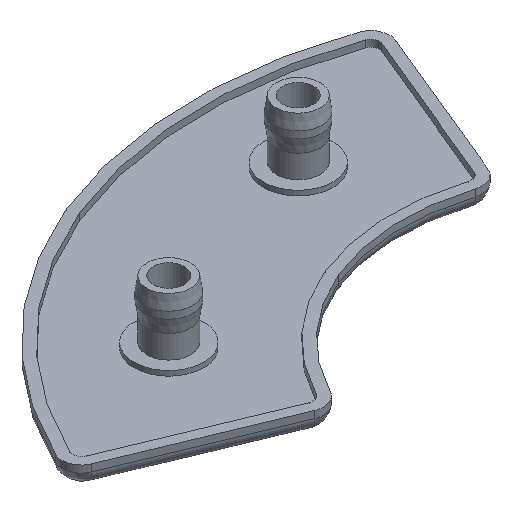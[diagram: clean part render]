
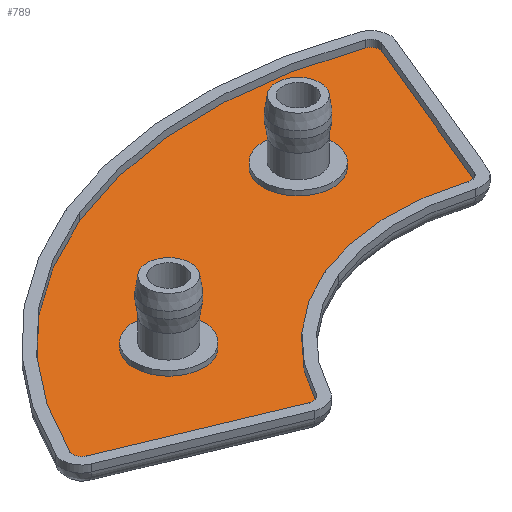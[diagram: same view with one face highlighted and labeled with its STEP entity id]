
A CAD part, isometric view. The second image highlights one B-rep face of the part: STEP entity #789.
In plain terms, the highlighted planar face has unit normal (0, 0, 1).
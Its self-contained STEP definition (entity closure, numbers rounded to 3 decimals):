
#616=CARTESIAN_POINT('',(-52.832,-19.986,-1.0));
#617=VERTEX_POINT('',#616);
#618=CARTESIAN_POINT('',(-52.18,-21.674,-1.0));
#619=VERTEX_POINT('',#618);
#620=CARTESIAN_POINT('',(-51.702,-20.519,-1.0));
#621=DIRECTION('',(0.0,0.0,1.0));
#622=DIRECTION('',(-0.933,-0.36,0.0));
#623=AXIS2_PLACEMENT_3D('',#620,#621,#622);
#624=CIRCLE('',#623,1.25);
#625=EDGE_CURVE('',#617,#619,#624,.T.);
#649=CARTESIAN_POINT('',(-22.356,9.06,-1.0));
#650=VERTEX_POINT('',#649);
#651=CARTESIAN_POINT('',(0.063,-44.974,-1.0));
#652=DIRECTION('',(0.0,0.0,-1.0));
#653=DIRECTION('',(-0.914,0.407,0.0));
#654=AXIS2_PLACEMENT_3D('',#651,#652,#653);
#655=CIRCLE('',#654,58.5);
#656=EDGE_CURVE('',#617,#650,#655,.T.);
#673=CARTESIAN_POINT('',(-29.498,-31.07,-1.0));
#674=VERTEX_POINT('',#673);
#675=CARTESIAN_POINT('',(-27.91,-30.489,-1.0));
#676=VERTEX_POINT('',#675);
#677=CARTESIAN_POINT('',(-29.02,-29.915,-1.0));
#678=DIRECTION('',(0.0,0.0,1.0));
#679=DIRECTION('',(0.343,-0.939,0.0));
#680=AXIS2_PLACEMENT_3D('',#677,#678,#679);
#681=CIRCLE('',#680,1.25);
#682=EDGE_CURVE('',#674,#676,#681,.T.);
#700=CARTESIAN_POINT('',(-0.713,0.187,-1.0));
#701=DIRECTION('',(0.0,0.0,1.0));
#702=DIRECTION('',(1.0,0.0,0.0));
#703=AXIS2_PLACEMENT_3D('',#700,#701,#702);
#704=PLANE('',#703);
#705=ORIENTED_EDGE('',*,*,#625,.T.);
#706=CARTESIAN_POINT('',(-29.498,-31.07,-1.0));
#707=DIRECTION('',(-0.924,0.383,0.0));
#708=VECTOR('',#707,24.551);
#709=LINE('',#706,#708);
#710=EDGE_CURVE('',#674,#619,#709,.T.);
#711=ORIENTED_EDGE('',*,*,#710,.F.);
#712=ORIENTED_EDGE('',*,*,#682,.T.);
#713=CARTESIAN_POINT('',(-12.023,-15.885,-1.0));
#714=VERTEX_POINT('',#713);
#715=CARTESIAN_POINT('',(0.063,-44.974,-1.0));
#716=DIRECTION('',(0.0,0.0,1.0));
#717=DIRECTION('',(0.904,-0.427,0.0));
#718=AXIS2_PLACEMENT_3D('',#715,#716,#717);
#719=CIRCLE('',#718,31.5);
#720=EDGE_CURVE('',#714,#676,#719,.T.);
#721=ORIENTED_EDGE('',*,*,#720,.F.);
#722=CARTESIAN_POINT('',(9.537,-14.978,-1.0));
#723=VERTEX_POINT('',#722);
#724=CARTESIAN_POINT('',(0.0,-45.0,-1.0));
#725=DIRECTION('',(0.0,0.0,-1.0));
#726=DIRECTION('',(-0.337,-0.941,0.0));
#727=AXIS2_PLACEMENT_3D('',#724,#725,#726);
#728=CIRCLE('',#727,31.5);
#729=EDGE_CURVE('',#714,#723,#728,.T.);
#730=ORIENTED_EDGE('',*,*,#729,.T.);
#731=CARTESIAN_POINT('',(11.07,-14.265,-1.0));
#732=VERTEX_POINT('',#731);
#733=CARTESIAN_POINT('',(9.916,-13.787,-1.0));
#734=DIRECTION('',(0.0,0.0,1.0));
#735=DIRECTION('',(0.422,-0.907,0.0));
#736=AXIS2_PLACEMENT_3D('',#733,#734,#735);
#737=CIRCLE('',#736,1.25);
#738=EDGE_CURVE('',#723,#732,#737,.T.);
#739=ORIENTED_EDGE('',*,*,#738,.T.);
#740=CARTESIAN_POINT('',(20.466,8.417,-1.0));
#741=VERTEX_POINT('',#740);
#742=CARTESIAN_POINT('',(11.07,-14.265,-1.0));
#743=DIRECTION('',(0.383,0.924,0.0));
#744=VECTOR('',#743,24.551);
#745=LINE('',#742,#744);
#746=EDGE_CURVE('',#732,#741,#745,.T.);
#747=ORIENTED_EDGE('',*,*,#746,.T.);
#748=CARTESIAN_POINT('',(19.732,10.072,-1.0));
#749=VERTEX_POINT('',#748);
#750=CARTESIAN_POINT('',(19.311,8.895,-1.0));
#751=DIRECTION('',(0.0,0.0,1.0));
#752=DIRECTION('',(0.914,0.405,0.0));
#753=AXIS2_PLACEMENT_3D('',#750,#751,#752);
#754=CIRCLE('',#753,1.25);
#755=EDGE_CURVE('',#741,#749,#754,.T.);
#756=ORIENTED_EDGE('',*,*,#755,.T.);
#757=CARTESIAN_POINT('',(0.0,-45.0,-1.0));
#758=DIRECTION('',(0.0,0.0,1.0));
#759=DIRECTION('',(0.358,0.934,0.0));
#760=AXIS2_PLACEMENT_3D('',#757,#758,#759);
#761=CIRCLE('',#760,58.5);
#762=EDGE_CURVE('',#749,#650,#761,.T.);
#763=ORIENTED_EDGE('',*,*,#762,.T.);
#764=ORIENTED_EDGE('',*,*,#656,.F.);
#765=EDGE_LOOP('',(#705,#711,#712,#721,#730,#739,#747,#756,#763,#764));
#766=FACE_OUTER_BOUND('',#765,.T.);
#767=CARTESIAN_POINT('',(5.,0.0,-1.0));
#768=VERTEX_POINT('',#767);
#769=CARTESIAN_POINT('',(0.0,0.0,-1.0));
#770=DIRECTION('',(0.0,0.0,-1.0));
#771=DIRECTION('',(1.0,0.0,0.0));
#772=AXIS2_PLACEMENT_3D('',#769,#770,#771);
#773=CIRCLE('',#772,5.);
#774=EDGE_CURVE('',#768,#768,#773,.T.);
#775=ORIENTED_EDGE('',*,*,#774,.T.);
#776=EDGE_LOOP('',(#775));
#777=FACE_BOUND('',#776,.T.);
#778=CARTESIAN_POINT('',(-35.293,-16.69,-1.0));
#779=VERTEX_POINT('',#778);
#780=CARTESIAN_POINT('',(-31.757,-13.154,-1.0));
#781=DIRECTION('',(0.0,0.0,-1.0));
#782=DIRECTION('',(-0.707,-0.707,0.0));
#783=AXIS2_PLACEMENT_3D('',#780,#781,#782);
#784=CIRCLE('',#783,5.);
#785=EDGE_CURVE('',#779,#779,#784,.T.);
#786=ORIENTED_EDGE('',*,*,#785,.T.);
#787=EDGE_LOOP('',(#786));
#788=FACE_BOUND('',#787,.T.);
#789=ADVANCED_FACE('',(#766,#777,#788),#704,.T.);
